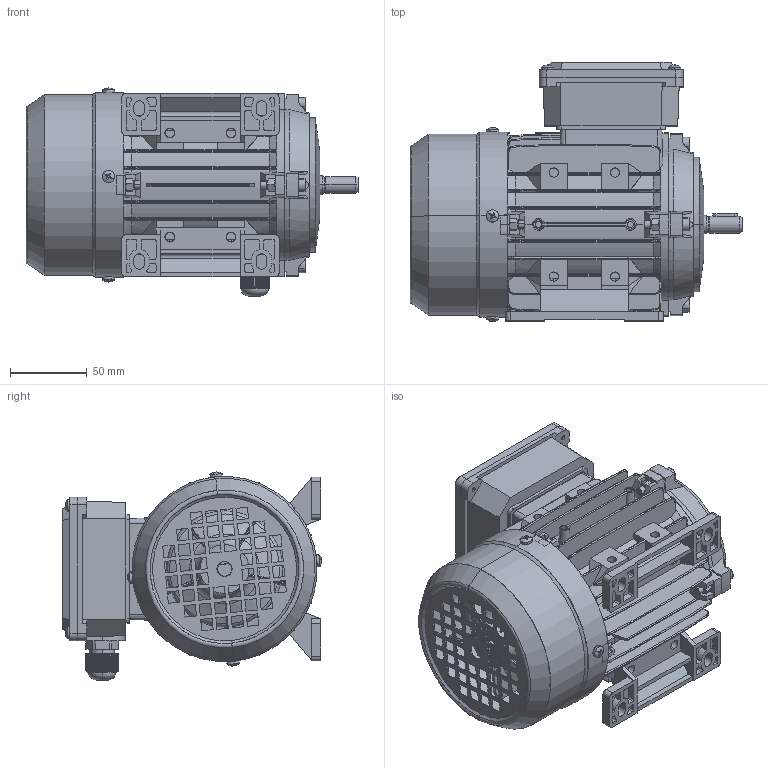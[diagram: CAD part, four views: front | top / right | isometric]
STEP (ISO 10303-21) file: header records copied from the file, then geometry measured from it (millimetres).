
FILE_DESCRIPTION (( 'STEP AP203' ), '1' );
FILE_NAME ('MS63 B3蚾饜芞.STEP', '2014-12-29T06:20:20', ( 'USER' ), ( 'MS' ), 'SwSTEP 2.0', 'SolidWorks 2008', '' );
FILE_SCHEMA (( 'CONFIG_CONTROL_DESIGN' ));
Length unit declared in the file: millimetre
Products named in the file (15): MS63 风叶_默认; 63 风罩_默认; MS63-71 新接线盒盖_默认; Hexagon socket head cap screws GB_GB_FASTENER_SCREWS_HSHCS M5X25-N; Cross recessed thread forming screws GB_GB_CROSS_SCREWS_TYPE138 M4X10-N; MS63 B3蚾饜芞; 63机壳_默认; 63 后盖_默认; 63 转轴_默认; MS63-71 新接线盒座_默认; Circlips for shaft--Type A large GB_GB_CONNECTING_PIECE_RING_RRA 11; 出线螺套M16_默认; Hexagon nuts grade C GB_GB_FASTENER_NUT_SNC1 M5-N; 63 底脚_默认; 63 B3盖_默认
Assembly tree (36 placements, depth 2):
  MS63 B3蚾饜芞
    Hexagon socket head cap screws GB_GB_FASTENER_SCREWS_HSHCS M5X25-N  x8
    MS63 风叶_默认
    Circlips for shaft--Type A large GB_GB_CONNECTING_PIECE_RING_RRA 11
    Cross recessed thread forming screws GB_GB_CROSS_SCREWS_TYPE138 M4X10-N  x8
    63 底脚_默认  x2
    Hexagon nuts grade C GB_GB_FASTENER_NUT_SNC1 M5-N  x8
    63机壳_默认
    MS63-71 新接线盒座_默认
    63 后盖_默认
    63 B3盖_默认
    63 转轴_默认
    63 风罩_默认
    出线螺套M16_默认
    MS63-71 新接线盒盖_默认
Bounding box: 217 x 169.42 x 135.96 mm (x, y, z)
Volume: 497188.6 mm3; surface area: 394164.1 mm2
Topology: 36 solids, 36 shells, 3141 faces, 8164 edges, 5150 vertices
Faces by surface type: plane 1736, cylinder 922, cone 218, sphere 90, bspline 88, torus 87
Entity records: 86849 total; most frequent: CARTESIAN_POINT 22815, ORIENTED_EDGE 13420, DIRECTION 12244, EDGE_CURVE 6710, VERTEX_POINT 4253, AXIS2_PLACEMENT_3D 4139, LINE 3966, VECTOR 3966
